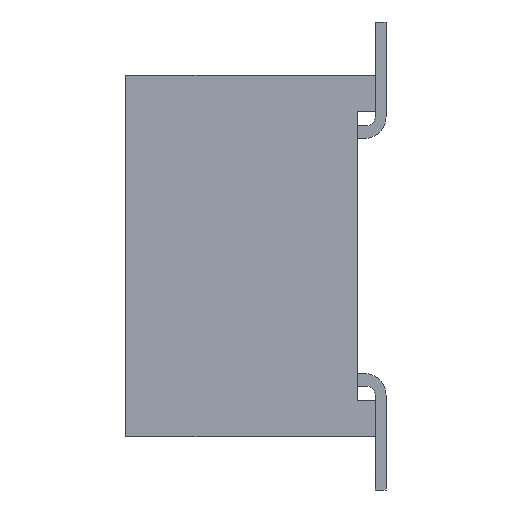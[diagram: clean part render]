
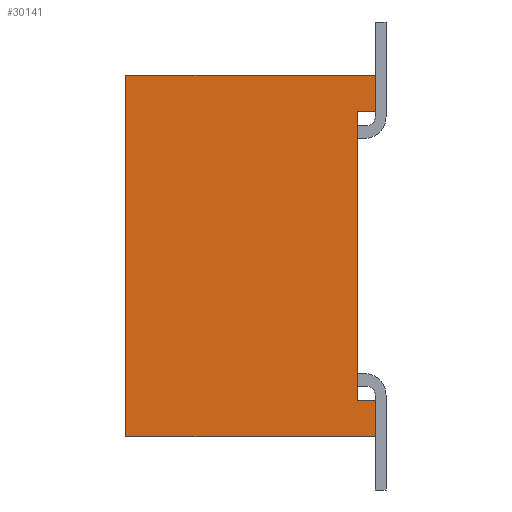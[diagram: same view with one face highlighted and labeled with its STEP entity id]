
A CAD part, left-side view. The second image highlights one B-rep face of the part: STEP entity #30141.
In plain terms, the highlighted planar face has unit normal (-1, 0, 0).
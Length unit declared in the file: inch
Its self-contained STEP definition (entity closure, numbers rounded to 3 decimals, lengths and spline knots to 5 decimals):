
#276=ORIENTED_EDGE('',*,*,#9100,.T.);
#277=ORIENTED_EDGE('',*,*,#9101,.T.);
#278=ORIENTED_EDGE('',*,*,#9102,.F.);
#279=ORIENTED_EDGE('',*,*,#9103,.F.);
#280=ORIENTED_EDGE('',*,*,#9104,.T.);
#281=ORIENTED_EDGE('',*,*,#9105,.T.);
#282=ORIENTED_EDGE('',*,*,#9106,.T.);
#283=ORIENTED_EDGE('',*,*,#9107,.T.);
#9100=EDGE_CURVE('',#13512,#13513,#16400,.T.);
#9101=EDGE_CURVE('',#13513,#13514,#16401,.T.);
#9102=EDGE_CURVE('',#13515,#13514,#16402,.T.);
#9103=EDGE_CURVE('',#13516,#13515,#16403,.T.);
#9104=EDGE_CURVE('',#13516,#13517,#16404,.T.);
#9105=EDGE_CURVE('',#13517,#13518,#16405,.T.);
#9106=EDGE_CURVE('',#13518,#13519,#16406,.T.);
#9107=EDGE_CURVE('',#13519,#13512,#16407,.T.);
#13512=VERTEX_POINT('',#41122);
#13513=VERTEX_POINT('',#41123);
#13514=VERTEX_POINT('',#41125);
#13515=VERTEX_POINT('',#41127);
#13516=VERTEX_POINT('',#41129);
#13517=VERTEX_POINT('',#41131);
#13518=VERTEX_POINT('',#41133);
#13519=VERTEX_POINT('',#41135);
#16400=LINE('',#41121,#20652);
#16401=LINE('',#41124,#20653);
#16402=LINE('',#41126,#20654);
#16403=LINE('',#41128,#20655);
#16404=LINE('',#41130,#20656);
#16405=LINE('',#41132,#20657);
#16406=LINE('',#41134,#20658);
#16407=LINE('',#41136,#20659);
#20652=VECTOR('',#33445,39.37008);
#20653=VECTOR('',#33446,39.37008);
#20654=VECTOR('',#33447,39.37008);
#20655=VECTOR('',#33448,39.37008);
#20656=VECTOR('',#33449,39.37008);
#20657=VECTOR('',#33450,39.37008);
#20658=VECTOR('',#33451,39.37008);
#20659=VECTOR('',#33452,39.37008);
#24904=EDGE_LOOP('',(#276,#277,#278,#279,#280,#281,#282,#283));
#26788=FACE_BOUND('',#24904,.T.);
#28672=PLANE('',#31729);
#30141=ADVANCED_FACE('',(#26788),#28672,.F.);
#31729=AXIS2_PLACEMENT_3D('',#41120,#33443,#33444);
#33443=DIRECTION('',(1.,0.,0.));
#33444=DIRECTION('',(0.,0.,-1.));
#33445=DIRECTION('',(0.,-1.,0.));
#33446=DIRECTION('',(0.,0.,1.));
#33447=DIRECTION('',(0.,-1.,0.));
#33448=DIRECTION('',(0.,0.,1.));
#33449=DIRECTION('',(0.,-1.,0.));
#33450=DIRECTION('',(0.,0.,1.));
#33451=DIRECTION('',(0.,1.,0.));
#33452=DIRECTION('',(0.,0.,1.));
#41120=CARTESIAN_POINT('',(-1.,0.138,-0.1));
#41121=CARTESIAN_POINT('',(-1.,0.01,0.08));
#41122=CARTESIAN_POINT('',(-1.,0.01,0.08));
#41123=CARTESIAN_POINT('',(-1.,0.,0.08));
#41124=CARTESIAN_POINT('',(-1.,0.,-0.1));
#41125=CARTESIAN_POINT('',(-1.,0.,0.1));
#41126=CARTESIAN_POINT('',(-1.,0.138,0.1));
#41127=CARTESIAN_POINT('',(-1.,0.138,0.1));
#41128=CARTESIAN_POINT('',(-1.,0.138,-0.1));
#41129=CARTESIAN_POINT('',(-1.,0.138,-0.1));
#41130=CARTESIAN_POINT('',(-1.,0.138,-0.1));
#41131=CARTESIAN_POINT('',(-1.,0.,-0.1));
#41132=CARTESIAN_POINT('',(-1.,0.,-0.1));
#41133=CARTESIAN_POINT('',(-1.,0.,-0.08));
#41134=CARTESIAN_POINT('',(-1.,0.,-0.08));
#41135=CARTESIAN_POINT('',(-1.,0.01,-0.08));
#41136=CARTESIAN_POINT('',(-1.,0.01,-0.08));
